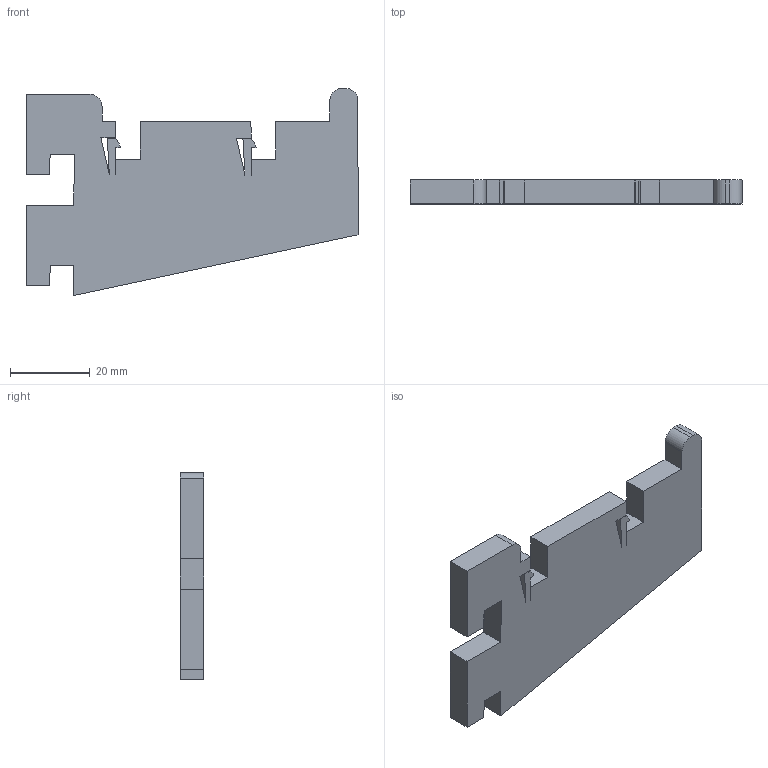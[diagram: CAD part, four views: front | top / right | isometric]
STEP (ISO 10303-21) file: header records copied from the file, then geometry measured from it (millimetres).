
FILE_DESCRIPTION (( 'STEP AP203' ), '1' );
FILE_NAME ('1511.STEP', '2014-07-22T11:29:14', ( '' ), ( '' ), 'SwSTEP 2.0', 'SolidWorks 2014', '' );
FILE_SCHEMA (( 'CONFIG_CONTROL_DESIGN' ));
Length unit declared in the file: millimetre
Products named in the file (1): 1511
Bounding box: 83.33 x 6 x 52.01 mm (x, y, z)
Volume: 17811.1 mm3; surface area: 8432.2 mm2
Topology: 1 solids, 1 shells, 49 faces, 141 edges, 94 vertices
Faces by surface type: plane 46, cylinder 3
Entity records: 1658 total; most frequent: CARTESIAN_POINT 285, ORIENTED_EDGE 282, DIRECTION 247, EDGE_CURVE 141, VECTOR 135, LINE 135, VERTEX_POINT 94, AXIS2_PLACEMENT_3D 56
